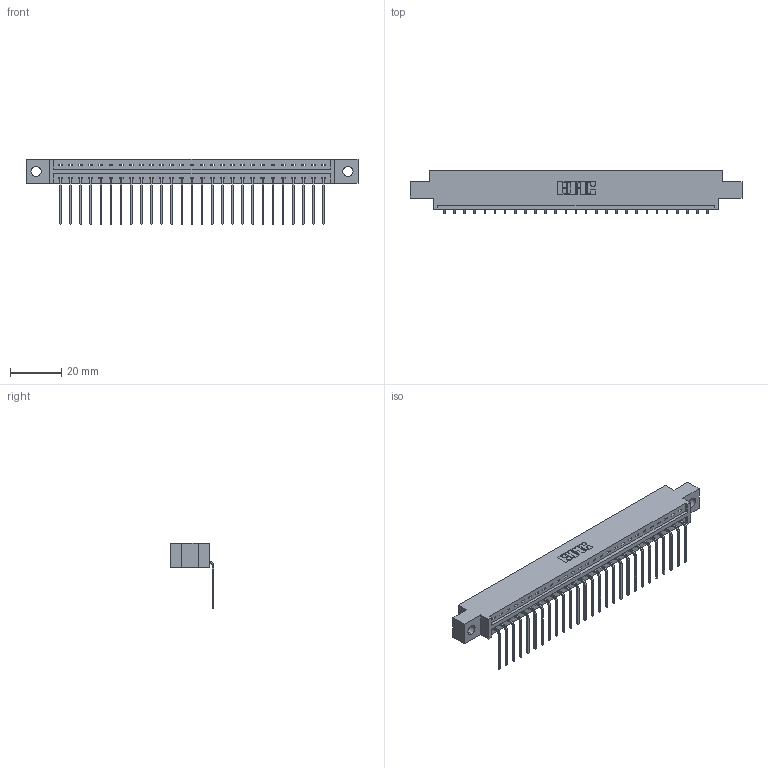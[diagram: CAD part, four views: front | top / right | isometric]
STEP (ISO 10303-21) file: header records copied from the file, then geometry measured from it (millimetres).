
FILE_DESCRIPTION (( 'STEP AP203' ), '1' );
FILE_NAME ('387-027-559-604.STEP', '2018-09-16T16:49:11', ( '' ), ( '' ), 'SwSTEP 2.0', 'SolidWorks 2016', '' );
FILE_SCHEMA (( 'CONFIG_CONTROL_DESIGN' ));
Length unit declared in the file: inch
Products named in the file (3): 337 Part_0.170 Offset - 0.156 Dia-TH; 345-292-001_558 559 Tail - 1; 387-027-559-604
Assembly tree (28 placements, depth 2):
  387-027-559-604
    337 Part_0.170 Offset - 0.156 Dia-TH
    345-292-001_558 559 Tail - 1  x27
Bounding box: 130 x 17.09 x 25.53 mm (x, y, z)
Volume: 13207.9 mm3; surface area: 14009.5 mm2
Topology: 28 solids, 28 shells, 1846 faces, 5561 edges, 3670 vertices
Faces by surface type: plane 1370, cylinder 476
Entity records: 22229 total; most frequent: CARTESIAN_POINT 3879, ORIENTED_EDGE 3842, DIRECTION 3295, EDGE_CURVE 1921, LINE 1793, VECTOR 1793, VERTEX_POINT 1278, AXIS2_PLACEMENT_3D 751
